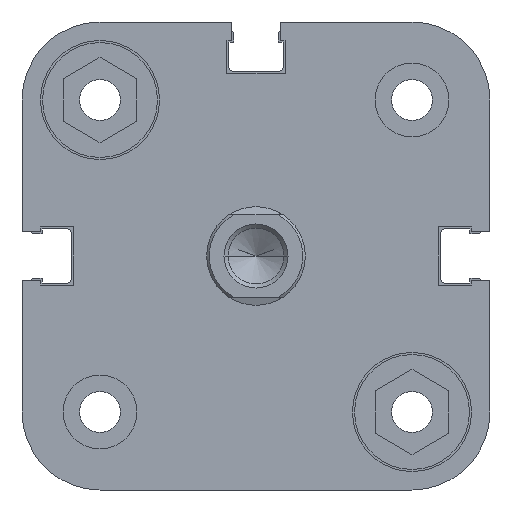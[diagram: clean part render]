
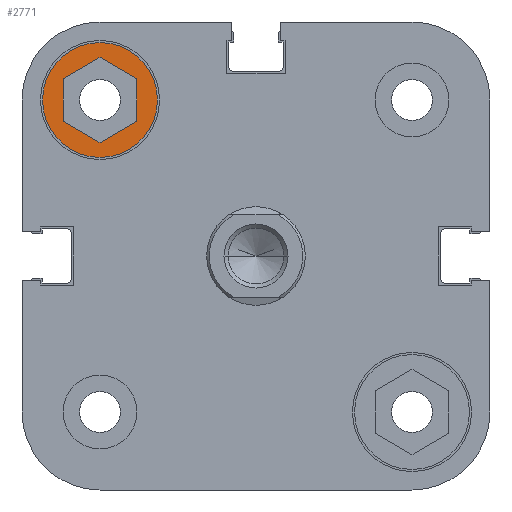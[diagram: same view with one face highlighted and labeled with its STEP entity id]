
A CAD part, left-side view. The second image highlights one B-rep face of the part: STEP entity #2771.
In plain terms, the highlighted planar face has unit normal (-1, 0, 0).
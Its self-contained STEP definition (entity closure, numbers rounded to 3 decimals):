
#735 = LINE ( 'NONE', #6872, #736 ) ;
#736 = VECTOR ( 'NONE', #6873, 1000. ) ;
#767 = LINE ( 'NONE', #6924, #775 ) ;
#775 = VECTOR ( 'NONE', #6927, 1000. ) ;
#808 = LINE ( 'NONE', #6986, #809 ) ;
#809 = VECTOR ( 'NONE', #6987, 1000. ) ;
#812 = LINE ( 'NONE', #6988, #813 ) ;
#813 = VECTOR ( 'NONE', #6989, 1000. ) ;
#857 = LINE ( 'NONE', #7102, #862 ) ;
#862 = VECTOR ( 'NONE', #7108, 1000. ) ;
#931 = LINE ( 'NONE', #7229, #932 ) ;
#932 = VECTOR ( 'NONE', #7230, 1000. ) ;
#1290 = CIRCLE ( 'NONE', #3954, 7. ) ;
#1601 = CARTESIAN_POINT ( 'NONE',  ( -27.321, 19., 19. ) ) ;
#1610 = DIRECTION ( 'NONE',  ( 1., 0., 0. ) ) ;
#1611 = DIRECTION ( 'NONE',  ( 0., 0., -1. ) ) ;
#2047 = CARTESIAN_POINT ( 'NONE',  ( -27.321, 19., 13.804 ) ) ;
#2049 = CARTESIAN_POINT ( 'NONE',  ( -27.321, 19., 24.196 ) ) ;
#2050 = CARTESIAN_POINT ( 'NONE',  ( -27.321, 14.5, 16.402 ) ) ;
#2101 = CARTESIAN_POINT ( 'NONE',  ( -27.321, 19., 26. ) ) ;
#2110 = CARTESIAN_POINT ( 'NONE',  ( -27.321, 19., 12. ) ) ;
#2242 = CARTESIAN_POINT ( 'NONE',  ( -27.321, 14.5, 21.598 ) ) ;
#2245 = CARTESIAN_POINT ( 'NONE',  ( -27.321, 23.5, 16.402 ) ) ;
#2246 = CARTESIAN_POINT ( 'NONE',  ( -27.321, 23.5, 21.598 ) ) ;
#2771 = ADVANCED_FACE ( 'NONE', ( #4957, #4953 ), #6500, .F. ) ;
#2797 = EDGE_CURVE ( 'NONE', #5271, #5262, #4987, .T. ) ;
#3009 = EDGE_CURVE ( 'NONE', #5406, #5407, #735, .T. ) ;
#3032 = EDGE_CURVE ( 'NONE', #5211, #5208, #767, .T. ) ;
#3056 = EDGE_CURVE ( 'NONE', #5407, #5210, #808, .T. ) ;
#3057 = EDGE_CURVE ( 'NONE', #5210, #5403, #812, .T. ) ;
#3099 = EDGE_CURVE ( 'NONE', #5208, #5406, #857, .T. ) ;
#3148 = EDGE_CURVE ( 'NONE', #5403, #5211, #931, .T. ) ;
#3355 = EDGE_CURVE ( 'NONE', #5262, #5271, #1290, .T. ) ;
#3776 = AXIS2_PLACEMENT_3D ( 'NONE', #6558, #6559, #6560 ) ;
#3786 = AXIS2_PLACEMENT_3D ( 'NONE', #6492, #6501, #6502 ) ;
#3954 = AXIS2_PLACEMENT_3D ( 'NONE', #1601, #1610, #1611 ) ;
#4953 = FACE_OUTER_BOUND ( 'NONE', #8056, .T. ) ;
#4957 = FACE_BOUND ( 'NONE', #8030, .T. ) ;
#4987 = CIRCLE ( 'NONE', #3776, 7. ) ;
#5208 = VERTEX_POINT ( 'NONE', #2047 ) ;
#5210 = VERTEX_POINT ( 'NONE', #2049 ) ;
#5211 = VERTEX_POINT ( 'NONE', #2050 ) ;
#5262 = VERTEX_POINT ( 'NONE', #2101 ) ;
#5271 = VERTEX_POINT ( 'NONE', #2110 ) ;
#5403 = VERTEX_POINT ( 'NONE', #2242 ) ;
#5406 = VERTEX_POINT ( 'NONE', #2245 ) ;
#5407 = VERTEX_POINT ( 'NONE', #2246 ) ;
#6492 = CARTESIAN_POINT ( 'NONE',  ( -27.321, 6., 0. ) ) ;
#6500 = PLANE ( 'NONE',  #3786 ) ;
#6501 = DIRECTION ( 'NONE',  ( 1., 0., 0. ) ) ;
#6502 = DIRECTION ( 'NONE',  ( 0., 0., -1. ) ) ;
#6558 = CARTESIAN_POINT ( 'NONE',  ( -27.321, 19., 19. ) ) ;
#6559 = DIRECTION ( 'NONE',  ( 1., 0., 0. ) ) ;
#6560 = DIRECTION ( 'NONE',  ( 0., 0., -1. ) ) ;
#6872 = CARTESIAN_POINT ( 'NONE',  ( -27.321, 23.5, 21.598 ) ) ;
#6873 = DIRECTION ( 'NONE',  ( 0., 0., 1. ) ) ;
#6924 = CARTESIAN_POINT ( 'NONE',  ( -27.321, 19., 13.804 ) ) ;
#6927 = DIRECTION ( 'NONE',  ( 0., 0.866, -0.5 ) ) ;
#6986 = CARTESIAN_POINT ( 'NONE',  ( -27.321, 19., 24.196 ) ) ;
#6987 = DIRECTION ( 'NONE',  ( 0., -0.866, 0.5 ) ) ;
#6988 = CARTESIAN_POINT ( 'NONE',  ( -27.321, 14.5, 21.598 ) ) ;
#6989 = DIRECTION ( 'NONE',  ( 0., -0.866, -0.5 ) ) ;
#7102 = CARTESIAN_POINT ( 'NONE',  ( -27.321, 23.5, 16.402 ) ) ;
#7108 = DIRECTION ( 'NONE',  ( 0., 0.866, 0.5 ) ) ;
#7229 = CARTESIAN_POINT ( 'NONE',  ( -27.321, 14.5, 16.402 ) ) ;
#7230 = DIRECTION ( 'NONE',  ( 0., 0., -1. ) ) ;
#7723 = ORIENTED_EDGE ( 'NONE', *, *, #3032, .T. ) ;
#7731 = ORIENTED_EDGE ( 'NONE', *, *, #3148, .T. ) ;
#7767 = ORIENTED_EDGE ( 'NONE', *, *, #3009, .T. ) ;
#7774 = ORIENTED_EDGE ( 'NONE', *, *, #3355, .F. ) ;
#7832 = ORIENTED_EDGE ( 'NONE', *, *, #3057, .T. ) ;
#7866 = ORIENTED_EDGE ( 'NONE', *, *, #3099, .T. ) ;
#7876 = ORIENTED_EDGE ( 'NONE', *, *, #3056, .T. ) ;
#7976 = ORIENTED_EDGE ( 'NONE', *, *, #2797, .F. ) ;
#8030 = EDGE_LOOP ( 'NONE', ( #7723, #7866, #7767, #7876, #7832, #7731 ) ) ;
#8056 = EDGE_LOOP ( 'NONE', ( #7976, #7774 ) ) ;
